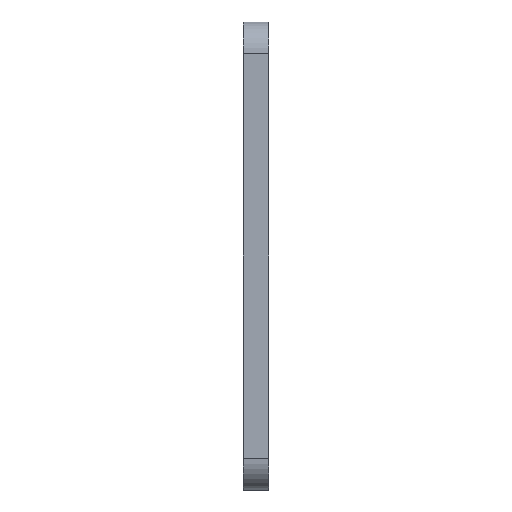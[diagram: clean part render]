
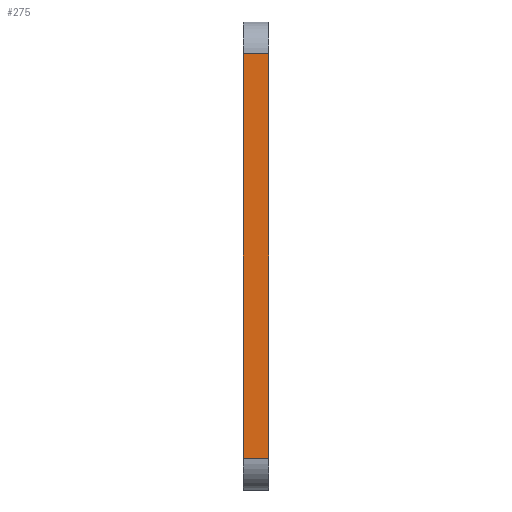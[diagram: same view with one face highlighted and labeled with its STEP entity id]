
A CAD part, left-side view. The second image highlights one B-rep face of the part: STEP entity #275.
In plain terms, the highlighted planar face has unit normal (-1, 0, 0).
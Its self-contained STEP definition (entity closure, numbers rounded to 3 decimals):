
#47 = LINE ( 'NONE', #248, #568 ) ;
#81 = EDGE_LOOP ( 'NONE', ( #169, #222, #526, #432 ) ) ;
#96 = LINE ( 'NONE', #415, #209 ) ;
#146 = CARTESIAN_POINT ( 'NONE',  ( -8.5, 0., 26. ) ) ;
#169 = ORIENTED_EDGE ( 'NONE', *, *, #327, .F. ) ;
#174 = AXIS2_PLACEMENT_3D ( 'NONE', #677, #622, #203 ) ;
#203 = DIRECTION ( 'NONE',  ( 0., 0., 1. ) ) ;
#204 = VERTEX_POINT ( 'NONE', #146 ) ;
#206 = CARTESIAN_POINT ( 'NONE',  ( -8.5, 2., -8.5 ) ) ;
#209 = VECTOR ( 'NONE', #636, 1000. ) ;
#222 = ORIENTED_EDGE ( 'NONE', *, *, #225, .T. ) ;
#225 = EDGE_CURVE ( 'NONE', #283, #372, #47, .T. ) ;
#248 = CARTESIAN_POINT ( 'NONE',  ( -8.5, 0., -6. ) ) ;
#255 = CARTESIAN_POINT ( 'NONE',  ( -8.5, 0., 26. ) ) ;
#275 = ADVANCED_FACE ( 'NONE', ( #362 ), #308, .T. ) ;
#283 = VERTEX_POINT ( 'NONE', #305 ) ;
#297 = VECTOR ( 'NONE', #561, 1000. ) ;
#305 = CARTESIAN_POINT ( 'NONE',  ( -8.5, 2., -6. ) ) ;
#308 = PLANE ( 'NONE',  #174 ) ;
#315 = EDGE_CURVE ( 'NONE', #372, #204, #96, .T. ) ;
#327 = EDGE_CURVE ( 'NONE', #283, #675, #365, .T. ) ;
#362 = FACE_OUTER_BOUND ( 'NONE', #81, .T. ) ;
#365 = LINE ( 'NONE', #206, #297 ) ;
#372 = VERTEX_POINT ( 'NONE', #469 ) ;
#397 = LINE ( 'NONE', #255, #684 ) ;
#402 = EDGE_CURVE ( 'NONE', #204, #675, #397, .T. ) ;
#415 = CARTESIAN_POINT ( 'NONE',  ( -8.5, 0., -8.5 ) ) ;
#432 = ORIENTED_EDGE ( 'NONE', *, *, #402, .T. ) ;
#463 = DIRECTION ( 'NONE',  ( 0., 1., 0. ) ) ;
#469 = CARTESIAN_POINT ( 'NONE',  ( -8.5, 0., -6. ) ) ;
#520 = DIRECTION ( 'NONE',  ( 0., -1., 0. ) ) ;
#526 = ORIENTED_EDGE ( 'NONE', *, *, #315, .T. ) ;
#561 = DIRECTION ( 'NONE',  ( 0., 0., 1. ) ) ;
#568 = VECTOR ( 'NONE', #520, 1000. ) ;
#622 = DIRECTION ( 'NONE',  ( -1., 0., 0. ) ) ;
#636 = DIRECTION ( 'NONE',  ( 0., 0., 1. ) ) ;
#664 = CARTESIAN_POINT ( 'NONE',  ( -8.5, 2., 26. ) ) ;
#675 = VERTEX_POINT ( 'NONE', #664 ) ;
#677 = CARTESIAN_POINT ( 'NONE',  ( -8.5, 0., -8.5 ) ) ;
#684 = VECTOR ( 'NONE', #463, 1000. ) ;
